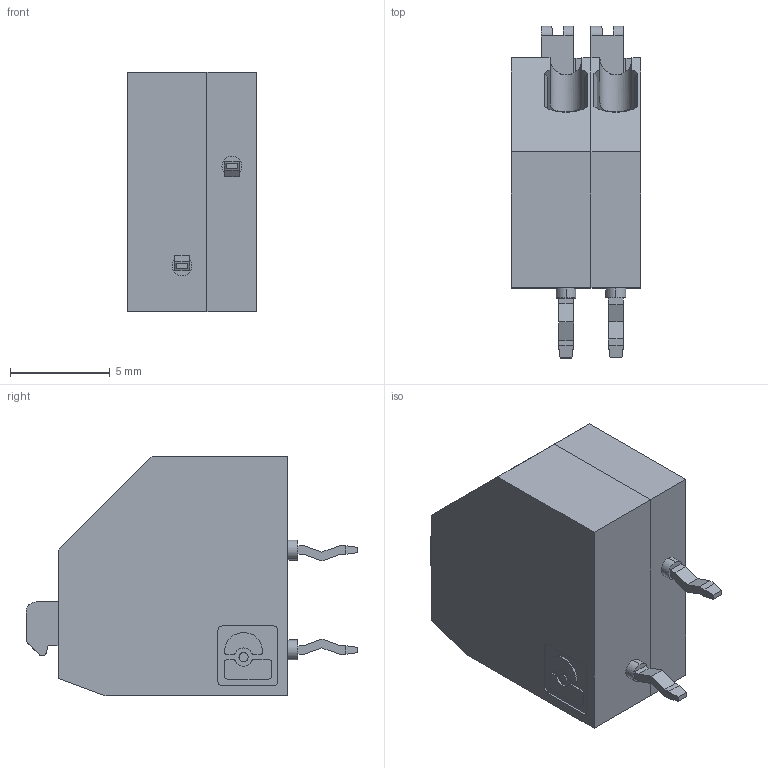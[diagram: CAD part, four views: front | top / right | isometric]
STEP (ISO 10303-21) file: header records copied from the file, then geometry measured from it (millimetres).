
FILE_DESCRIPTION (( 'STEP AP214' ), '1' );
FILE_NAME ('1990009.STEP', '2023-08-24T16:44:19', ( '' ), ( '' ), 'SwSTEP 2.0', 'SolidWorks 2021', '' );
FILE_SCHEMA (( 'AUTOMOTIVE_DESIGN' ));
Length unit declared in the file: millimetre
Products named in the file (3): 1990232; 1990232_1; 1990009
Assembly tree (2 placements, depth 2):
  1990009
    1990232
    1990232_1
Bounding box: 6.5 x 16.6 x 12 mm (x, y, z)
Volume: 769.8 mm3; surface area: 925.1 mm2
Topology: 4 solids, 4 shells, 194 faces, 501 edges, 322 vertices
Faces by surface type: plane 144, cylinder 46, cone 4
Entity records: 6700 total; most frequent: CARTESIAN_POINT 1499, ORIENTED_EDGE 1002, DIRECTION 937, EDGE_CURVE 501, VECTOR 381, LINE 381, VERTEX_POINT 322, AXIS2_PLACEMENT_3D 278
